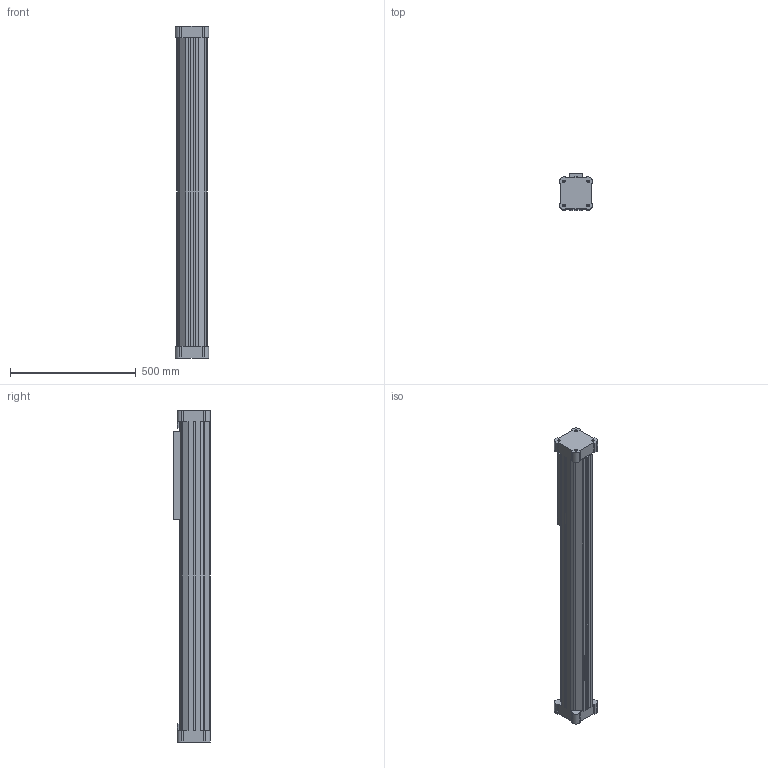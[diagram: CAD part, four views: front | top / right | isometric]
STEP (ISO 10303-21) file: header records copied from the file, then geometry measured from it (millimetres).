
FILE_DESCRIPTION( ( 'STEP AP214' ), ' ' );
FILE_NAME( 'OSPP800000000800000000000_2018-06-15_13-04-38.stp', '2018-06-15T11:06:48', ( '' ), ( '' ), ' ', 'PARTsolutions', ' ' );
FILE_SCHEMA( ( 'AUTOMOTIVE_DESIGN { 1 0 10303 214 1 1 1 1 }' ) );
Length unit declared in the file: millimetre
Products named in the file (5): OSPP800000000800000000000; _OSPP800000000800000000000_d; _PO-OSPP80 000000800000000000 (DL=front,DR=front POS = 0) Zylinder(0,0,0,0,0,0,0000)0; _PO-OSP-P80-00000-00800   (0,0,0) Cylinder piston; _13039FIL1226
Assembly tree (4 placements, depth 2):
  OSPP800000000800000000000
    _OSPP800000000800000000000_d
    _PO-OSPP80 000000800000000000 (DL=front,DR=front POS = 0) Zylinder(0,0,0,0,0,0,0000)0
    _PO-OSP-P80-00000-00800   (0,0,0) Cylinder piston
    _13039FIL1226
Bounding box: 132 x 147 x 1320 mm (x, y, z)
Volume: 18338042.8 mm3; surface area: 868440.7 mm2
Topology: 3 solids, 3 shells, 224 faces, 626 edges, 409 vertices
Faces by surface type: plane 165, cylinder 35, cone 24
Full cylindrical faces by diameter (mm): 6 x2, 8.376 x12, 18.631 x2
Entity records: 8606 total; most frequent: CARTESIAN_POINT 1186, ORIENTED_EDGE 1120, DIRECTION 1114, EDGE_CURVE 560, LINE 464, VECTOR 464, VERTEX_POINT 396, AXIS2_PLACEMENT_3D 325
